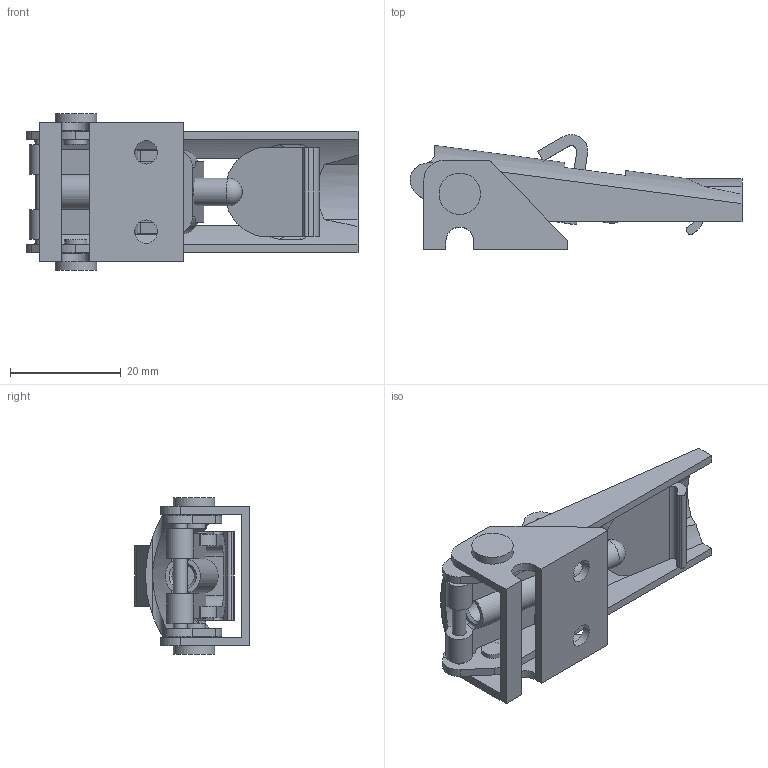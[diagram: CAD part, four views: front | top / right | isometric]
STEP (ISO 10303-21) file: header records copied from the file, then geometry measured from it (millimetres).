
FILE_DESCRIPTION( ( 'STEP AP214' ), '1' );
FILE_NAME( 'K0047.2420601_2.stp', '2019-05-29T14:04:07', ( '' ), ( '' ), ' ', 'PARTsolutions', ' ' );
FILE_SCHEMA( ( 'AUTOMOTIVE_DESIGN { 1 0 10303 214 1 1 1 1 }' ) );
Length unit declared in the file: millimetre
Products named in the file (7): K0047.2420601_2; _K0047_dummy2; _K0046_griff_B; _2000SANS; _K0046_verbindung_5; _5K0046_gegenhalter; _K0046_rast_1
Assembly tree (6 placements, depth 2):
  K0047.2420601_2
    _K0047_dummy2
    _K0046_griff_B
    _2000SANS
    _K0046_verbindung_5
    _5K0046_gegenhalter
    _K0046_rast_1
Bounding box: 60 x 20.73 x 28.3 mm (x, y, z)
Volume: 7195.5 mm3; surface area: 10353.9 mm2
Topology: 5 solids, 5 shells, 159 faces, 433 edges, 290 vertices
Faces by surface type: plane 94, cylinder 61, cone 3, sphere 1
Full cylindrical faces by diameter (mm): 2.5 x3, 4 x4, 4.134 x1, 4.2 x2, 5 x2, 7.5 x2
Entity records: 6453 total; most frequent: CARTESIAN_POINT 1025, DIRECTION 865, ORIENTED_EDGE 808, EDGE_CURVE 404, AXIS2_PLACEMENT_3D 306, VERTEX_POINT 279, LINE 253, VECTOR 253
